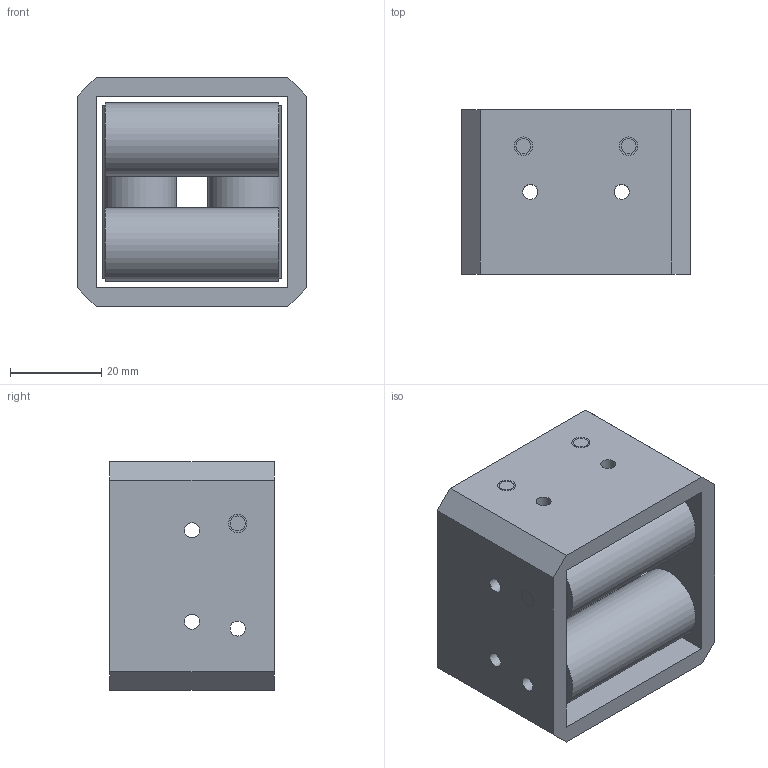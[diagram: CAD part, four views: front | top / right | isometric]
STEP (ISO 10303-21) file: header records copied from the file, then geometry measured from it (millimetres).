
FILE_DESCRIPTION (( 'STEP AP203' ), '1' );
FILE_NAME ('7816.STEP', '2015-12-18T13:52:16', ( '' ), ( '' ), 'SwSTEP 2.0', 'SolidWorks 2012', '' );
FILE_SCHEMA (( 'CONFIG_CONTROL_DESIGN' ));
Length unit declared in the file: millimetre
Products named in the file (1): 7816
Bounding box: 50 x 36 x 50 mm (x, y, z)
Surface area: 28355.5 mm2 (no closed solid volume)
Topology: 0 solids, 18 shells, 70 faces, 161 edges, 114 vertices
Faces by surface type: plane 35, cylinder 35
Full cylindrical faces by diameter (mm): 3.3 x11, 6 x8, 7 x4, 13 x8, 16 x4
Entity records: 1951 total; most frequent: DIRECTION 348, CARTESIAN_POINT 301, ORIENTED_EDGE 211, AXIS2_PLACEMENT_3D 156, EDGE_LOOP 155, EDGE_CURVE 121, VERTEX_POINT 109, FACE_OUTER_BOUND 105
